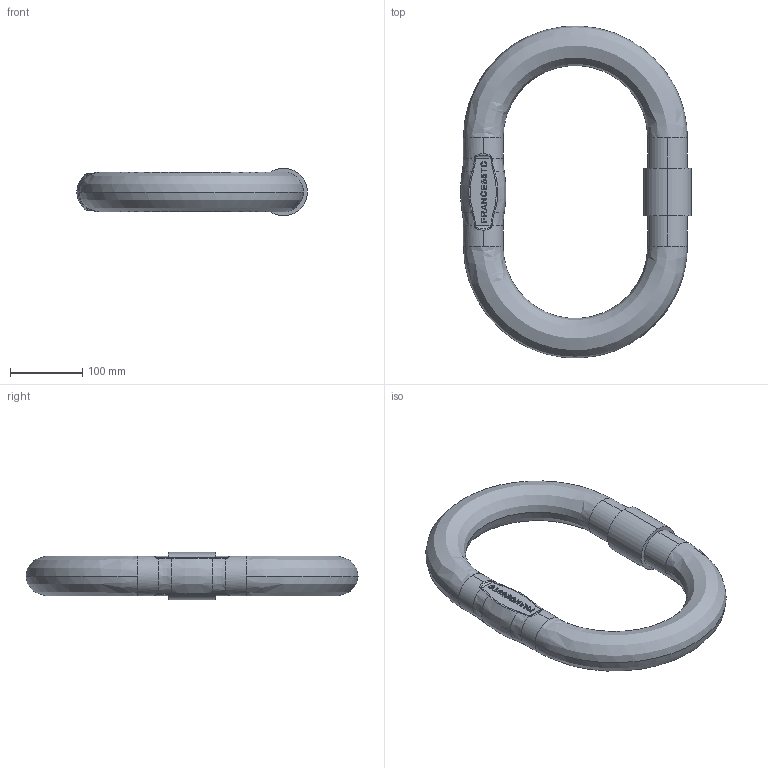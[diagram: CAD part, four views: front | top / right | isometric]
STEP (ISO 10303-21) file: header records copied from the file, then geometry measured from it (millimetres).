
FILE_DESCRIPTION(('STEP AP214'),'1');
FILE_NAME('ms55j.stp','2018-02-28T09:11:23',('TraceParts'),('TraceParts S.A.'),'Spatial InterOp 3D',' ',' ');
FILE_SCHEMA(('automotive_design'));
Length unit declared in the file: millimetre
Products named in the file (1): ms55j
Bounding box: 319.23 x 459.65 x 66 mm (x, y, z)
Volume: 2702186.5 mm3; surface area: 196553.8 mm2
Topology: 1 solids, 1 shells, 316 faces, 834 edges, 548 vertices
Faces by surface type: plane 178, bspline 118, cylinder 20
Entity records: 20103 total; most frequent: CARTESIAN_POINT 10499, ORIENTED_EDGE 1668, DIRECTION 1064, EDGE_CURVE 834, VERTEX_POINT 548, LINE 546, VECTOR 546, EDGE_LOOP 346
